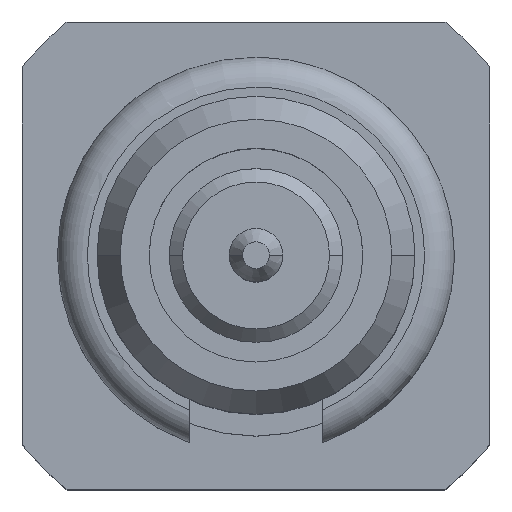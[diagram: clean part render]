
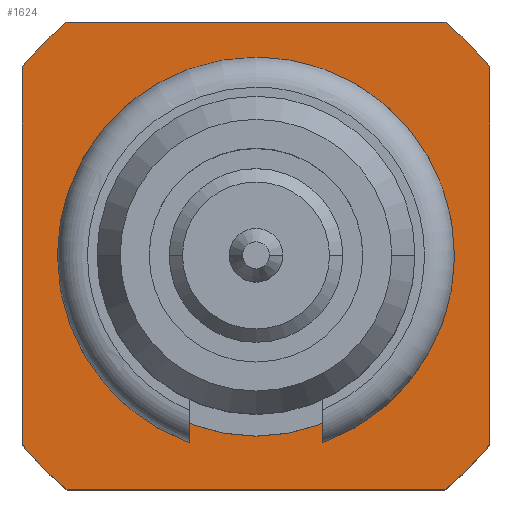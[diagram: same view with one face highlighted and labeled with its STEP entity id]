
A CAD part, top view. The second image highlights one B-rep face of the part: STEP entity #1624.
In plain terms, the highlighted planar face has unit normal (0, 0, 1).
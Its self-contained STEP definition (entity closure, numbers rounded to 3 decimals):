
#418=CARTESIAN_POINT('',(-1.35,0.,1.55));
#419=VERTEX_POINT('',#418);
#428=CARTESIAN_POINT('',(1.35,0.,1.55));
#429=VERTEX_POINT('',#428);
#430=CARTESIAN_POINT('',(0.,0.,1.55));
#431=DIRECTION('',(0.0,0.0,1.0));
#432=DIRECTION('',(-1.0,0.0,0.0));
#433=AXIS2_PLACEMENT_3D('',#430,#431,#432);
#434=CIRCLE('',#433,1.35);
#435=EDGE_CURVE('',#419,#429,#434,.T.);
#469=CARTESIAN_POINT('',(0.,0.,1.55));
#470=DIRECTION('',(0.0,0.0,1.0));
#471=DIRECTION('',(-1.0,0.0,0.0));
#472=AXIS2_PLACEMENT_3D('',#469,#470,#471);
#473=CIRCLE('',#472,1.35);
#474=EDGE_CURVE('',#429,#419,#473,.T.);
#1307=CARTESIAN_POINT('',(-1.75,1.414,1.55));
#1308=VERTEX_POINT('',#1307);
#1315=CARTESIAN_POINT('',(-1.414,1.75,1.55));
#1316=VERTEX_POINT('',#1315);
#1317=CARTESIAN_POINT('',(0.,0.,1.55));
#1318=DIRECTION('',(0.0,0.0,1.0));
#1319=DIRECTION('',(-1.0,0.0,0.0));
#1320=AXIS2_PLACEMENT_3D('',#1317,#1318,#1319);
#1321=CIRCLE('',#1320,2.25);
#1322=EDGE_CURVE('',#1316,#1308,#1321,.T.);
#1349=CARTESIAN_POINT('',(1.414,1.75,1.55));
#1350=VERTEX_POINT('',#1349);
#1357=CARTESIAN_POINT('',(1.75,1.414,1.55));
#1358=VERTEX_POINT('',#1357);
#1359=CARTESIAN_POINT('',(0.,0.,1.55));
#1360=DIRECTION('',(0.0,0.0,1.0));
#1361=DIRECTION('',(-1.0,0.0,0.0));
#1362=AXIS2_PLACEMENT_3D('',#1359,#1360,#1361);
#1363=CIRCLE('',#1362,2.25);
#1364=EDGE_CURVE('',#1358,#1350,#1363,.T.);
#1391=CARTESIAN_POINT('',(-1.414,-1.75,1.55));
#1392=VERTEX_POINT('',#1391);
#1399=CARTESIAN_POINT('',(-1.75,-1.414,1.55));
#1400=VERTEX_POINT('',#1399);
#1401=CARTESIAN_POINT('',(0.,0.,1.55));
#1402=DIRECTION('',(0.0,0.0,1.0));
#1403=DIRECTION('',(-1.0,0.0,0.0));
#1404=AXIS2_PLACEMENT_3D('',#1401,#1402,#1403);
#1405=CIRCLE('',#1404,2.25);
#1406=EDGE_CURVE('',#1400,#1392,#1405,.T.);
#1497=CARTESIAN_POINT('',(1.75,-1.414,1.55));
#1498=VERTEX_POINT('',#1497);
#1505=CARTESIAN_POINT('',(1.414,-1.75,1.55));
#1506=VERTEX_POINT('',#1505);
#1507=CARTESIAN_POINT('',(0.,0.,1.55));
#1508=DIRECTION('',(0.0,0.0,1.0));
#1509=DIRECTION('',(-1.0,0.0,0.0));
#1510=AXIS2_PLACEMENT_3D('',#1507,#1508,#1509);
#1511=CIRCLE('',#1510,2.25);
#1512=EDGE_CURVE('',#1506,#1498,#1511,.T.);
#1545=CARTESIAN_POINT('',(-1.75,-1.414,1.55));
#1546=DIRECTION('',(0.0,1.0,0.0));
#1547=VECTOR('',#1546,2.828);
#1548=LINE('',#1545,#1547);
#1549=EDGE_CURVE('',#1400,#1308,#1548,.T.);
#1560=CARTESIAN_POINT('',(-1.414,1.75,1.55));
#1561=DIRECTION('',(1.0,0.0,0.0));
#1562=VECTOR('',#1561,2.828);
#1563=LINE('',#1560,#1562);
#1564=EDGE_CURVE('',#1316,#1350,#1563,.T.);
#1579=CARTESIAN_POINT('',(1.75,1.414,1.55));
#1580=DIRECTION('',(0.0,-1.0,0.0));
#1581=VECTOR('',#1580,2.828);
#1582=LINE('',#1579,#1581);
#1583=EDGE_CURVE('',#1358,#1498,#1582,.T.);
#1594=CARTESIAN_POINT('',(1.414,-1.75,1.55));
#1595=DIRECTION('',(-1.0,0.0,0.0));
#1596=VECTOR('',#1595,2.828);
#1597=LINE('',#1594,#1596);
#1598=EDGE_CURVE('',#1506,#1392,#1597,.T.);
#1605=CARTESIAN_POINT('',(-1.925,-1.925,1.55));
#1606=DIRECTION('',(0.0,0.0,-1.0));
#1607=DIRECTION('',(-1.0,0.0,0.0));
#1608=AXIS2_PLACEMENT_3D('',#1605,#1606,#1607);
#1609=PLANE('',#1608);
#1610=ORIENTED_EDGE('',*,*,#1598,.F.);
#1611=ORIENTED_EDGE('',*,*,#1512,.T.);
#1612=ORIENTED_EDGE('',*,*,#1583,.F.);
#1613=ORIENTED_EDGE('',*,*,#1364,.T.);
#1614=ORIENTED_EDGE('',*,*,#1564,.F.);
#1615=ORIENTED_EDGE('',*,*,#1322,.T.);
#1616=ORIENTED_EDGE('',*,*,#1549,.F.);
#1617=ORIENTED_EDGE('',*,*,#1406,.T.);
#1618=EDGE_LOOP('',(#1610,#1611,#1612,#1613,#1614,#1615,#1616,#1617));
#1619=FACE_OUTER_BOUND('',#1618,.T.);
#1620=ORIENTED_EDGE('',*,*,#435,.F.);
#1621=ORIENTED_EDGE('',*,*,#474,.F.);
#1622=EDGE_LOOP('',(#1620,#1621));
#1623=FACE_BOUND('',#1622,.T.);
#1624=ADVANCED_FACE('',(#1619,#1623),#1609,.F.);
